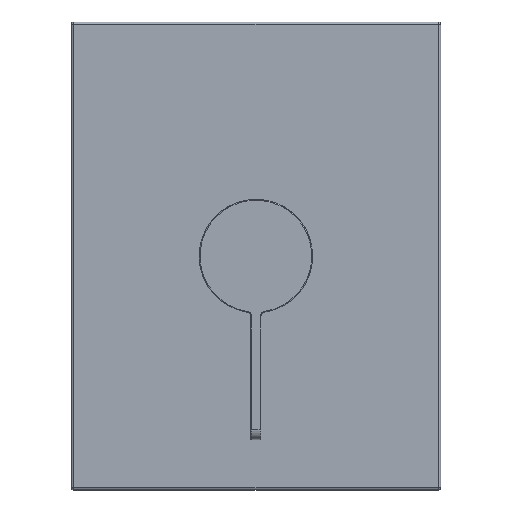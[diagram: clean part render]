
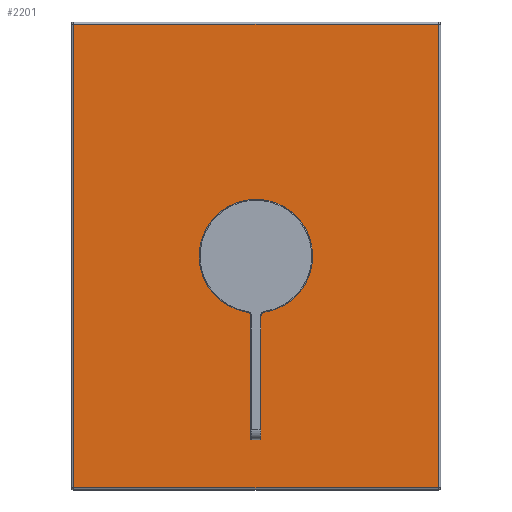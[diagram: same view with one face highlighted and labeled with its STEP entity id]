
A CAD part, front view. The second image highlights one B-rep face of the part: STEP entity #2201.
In plain terms, the highlighted face is planar.
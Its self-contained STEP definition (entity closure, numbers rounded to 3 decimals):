
#166=PLANE('',#2907);
#288=FACE_OUTER_BOUND('',#445,.T.);
#445=EDGE_LOOP('',(#1914,#1915,#1916,#1917));
#590=LINE('',#5829,#722);
#591=LINE('',#5834,#723);
#592=LINE('',#5836,#724);
#593=LINE('',#5837,#725);
#722=VECTOR('',#3619,148.);
#723=VECTOR('',#3626,188.);
#724=VECTOR('',#3627,188.);
#725=VECTOR('',#3628,148.);
#1056=VERTEX_POINT('',#5827);
#1057=VERTEX_POINT('',#5828);
#1058=VERTEX_POINT('',#5833);
#1059=VERTEX_POINT('',#5835);
#1345=EDGE_CURVE('',#1056,#1057,#590,.T.);
#1348=EDGE_CURVE('',#1058,#1056,#591,.T.);
#1349=EDGE_CURVE('',#1057,#1059,#592,.T.);
#1350=EDGE_CURVE('',#1059,#1058,#593,.T.);
#1914=ORIENTED_EDGE('',*,*,#1348,.T.);
#1915=ORIENTED_EDGE('',*,*,#1345,.T.);
#1916=ORIENTED_EDGE('',*,*,#1349,.T.);
#1917=ORIENTED_EDGE('',*,*,#1350,.T.);
#2201=ADVANCED_FACE('',(#288),#166,.T.);
#2907=AXIS2_PLACEMENT_3D('',#5832,#3624,#3625);
#3619=DIRECTION('',(0.,-1.,0.));
#3624=DIRECTION('center_axis',(0.,0.,
-1.));
#3625=DIRECTION('ref_axis',(1.,0.,0.));
#3626=DIRECTION('',(1.,0.,0.));
#3627=DIRECTION('',(-1.,0.,0.));
#3628=DIRECTION('',(0.,1.,0.));
#5827=CARTESIAN_POINT('',(-73.847,112.547,3.5));
#5828=CARTESIAN_POINT('',(-73.847,-35.453,3.5));
#5829=CARTESIAN_POINT('',(-73.847,112.547,3.5));
#5832=CARTESIAN_POINT('Origin',(-167.847,38.547,3.5));
#5833=CARTESIAN_POINT('',(-261.847,112.547,3.5));
#5834=CARTESIAN_POINT('',(-261.847,112.547,3.5));
#5835=CARTESIAN_POINT('',(-261.847,-35.453,3.5));
#5836=CARTESIAN_POINT('',(-73.847,-35.453,3.5));
#5837=CARTESIAN_POINT('',(-261.847,-35.453,3.5));
